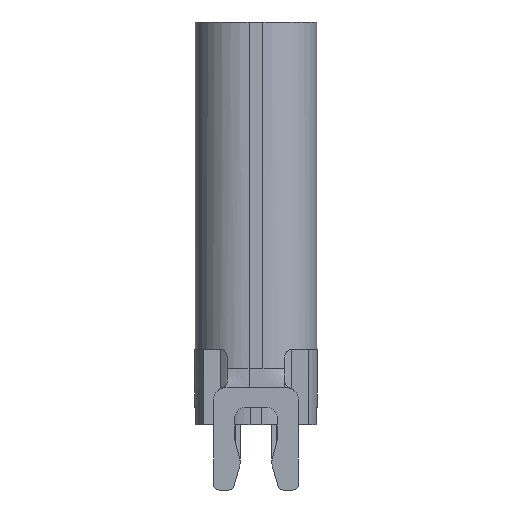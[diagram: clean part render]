
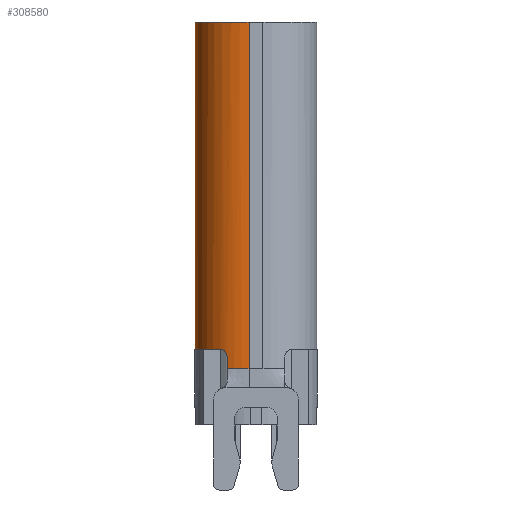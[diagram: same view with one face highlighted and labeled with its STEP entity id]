
A CAD part, left-side view. The second image highlights one B-rep face of the part: STEP entity #308580.
In plain terms, the highlighted cylindrical face has radius 1.4 mm (diameter 2.8 mm), a partial arc.
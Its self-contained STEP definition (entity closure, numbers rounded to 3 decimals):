
#283210=CARTESIAN_POINT('',(4.47,-2.231,0.507));
#283220=VERTEX_POINT('',#283210);
#283250=CARTESIAN_POINT('',(3.07,-2.231,0.507));
#283260=DIRECTION('',(0.,0.,1.));
#283270=DIRECTION('',(1.,0.,0.));
#283280=AXIS2_PLACEMENT_3D('',#283250,#283260,#283270);
#283290=CIRCLE('',#283280,1.4);
#283300=CARTESIAN_POINT('',(3.07,-3.631,
0.507));
#283310=VERTEX_POINT('',#283300);
#283320=EDGE_CURVE('',#283310,#283220,#283290,.T.);
#301610=CARTESIAN_POINT('',(4.349,-2.801,
-8.673));
#301620=DIRECTION('',(0.,0.,-1.));
#301630=VECTOR('',#301620,1.);
#301640=LINE('',#301610,#301630);
#301650=CARTESIAN_POINT('',(4.349,-2.801,
-8.193));
#301660=VERTEX_POINT('',#301650);
#301670=CARTESIAN_POINT('',(4.349,-2.801,
-8.493));
#301680=VERTEX_POINT('',#301670);
#301690=EDGE_CURVE('',#301660,#301680,#301640,.T.);
#302440=CARTESIAN_POINT('',(3.07,-2.231,-7.993));
#302450=DIRECTION('',(0.,0.,-1.));
#302460=DIRECTION('',(1.,0.,0.));
#302470=AXIS2_PLACEMENT_3D('',#302440,#302450,#302460);
#302480=CIRCLE('',#302470,1.4);
#302490=CARTESIAN_POINT('',(4.254,-2.978,
-7.993));
#302500=VERTEX_POINT('',#302490);
#302510=CARTESIAN_POINT('',(3.07,-3.631,
-7.993));
#302520=VERTEX_POINT('',#302510);
#302530=EDGE_CURVE('',#302500,#302520,#302480,.T.);
#308050=CARTESIAN_POINT('',(3.07,-2.231,-8.673));
#308060=DIRECTION('',(0.,0.,1.));
#308070=DIRECTION('',(1.,0.,0.));
#308080=AXIS2_PLACEMENT_3D('',#308050,#308060,#308070);
#308090=CYLINDRICAL_SURFACE('',#308080,1.4);
#308100=CARTESIAN_POINT('',(0.,-1.082,-8.193));
#308110=DIRECTION('',(0.913,-0.407,0.));
#308120=DIRECTION('',(-0.407,-0.913,0.));
#308130=AXIS2_PLACEMENT_3D('',#308100,#308110,#308120);
#308140=CYLINDRICAL_SURFACE('',#308130,0.2);
#308150=CARTESIAN_POINT('',(4.254,-2.978,
-7.993));
#308160=CARTESIAN_POINT('',(4.268,-2.956,
-7.993));
#308170=CARTESIAN_POINT('',(4.281,-2.934,
-7.998));
#308180=CARTESIAN_POINT('',(4.293,-2.912,
-8.008));
#308190=CARTESIAN_POINT('',(4.305,-2.891,
-8.018));
#308200=CARTESIAN_POINT('',(4.315,-2.871,
-8.033));
#308210=CARTESIAN_POINT('',(4.324,-2.855,
-8.051));
#308220=CARTESIAN_POINT('',(4.332,-2.838,
-8.07));
#308230=CARTESIAN_POINT('',(4.338,-2.824,
-8.092));
#308240=CARTESIAN_POINT('',(4.342,-2.815,
-8.116));
#308250=CARTESIAN_POINT('',(4.347,-2.806,
-8.14));
#308260=CARTESIAN_POINT('',(4.349,-2.801,
-8.167));
#308270=CARTESIAN_POINT('',(4.349,-2.801,
-8.193));
#308280=B_SPLINE_CURVE_WITH_KNOTS('',3,(#308150,#308160,#308170,#308180,
#308190,#308200,#308210,#308220,#308230,#308240,#308250,#308260,#308270)
,.UNSPECIFIED.,.F.,.F.,(4,3,3,3,4),(0.,0.079,
0.157,0.236,0.315),.UNSPECIFIED.);
#308290=SURFACE_CURVE('',#308280,(#308140,#308090),.CURVE_3D.);
#308300=EDGE_CURVE('',#302500,#301660,#308290,.T.);
#308310=ORIENTED_EDGE('',*,*,#308300,.T.);
#308320=ORIENTED_EDGE('',*,*,#302530,.F.);
#308330=CARTESIAN_POINT('',(3.07,-3.631,
0.507));
#308340=DIRECTION('',(0.,0.,-1.));
#308350=VECTOR('',#308340,1.);
#308360=LINE('',#308330,#308350);
#308370=EDGE_CURVE('',#283310,#302520,#308360,.T.);
#308380=ORIENTED_EDGE('',*,*,#308370,.T.);
#308390=ORIENTED_EDGE('',*,*,#283320,.F.);
#308400=CARTESIAN_POINT('',(4.47,-2.231,-8.673));
#308410=DIRECTION('',(0.,0.,1.));
#308420=VECTOR('',#308410,1.);
#308430=LINE('',#308400,#308420);
#308440=CARTESIAN_POINT('',(4.47,-2.231,-8.493));
#308450=VERTEX_POINT('',#308440);
#308460=EDGE_CURVE('',#308450,#283220,#308430,.T.);
#308470=ORIENTED_EDGE('',*,*,#308460,.T.);
#308480=CARTESIAN_POINT('',(3.088,-2.234,
-8.48));
#308490=DIRECTION('',(-0.009,0.005,
-1.));
#308500=DIRECTION('',(-1.,0.,
0.009));
#308510=AXIS2_PLACEMENT_3D('',#308480,#308490,#308500);
#308520=CIRCLE('',#308510,1.382);
#308530=EDGE_CURVE('',#308450,#301680,#308520,.T.);
#308540=ORIENTED_EDGE('',*,*,#308530,.F.);
#308550=ORIENTED_EDGE('',*,*,#301690,.T.);
#308560=EDGE_LOOP('',(#308550,#308540,#308470,#308390,#308380,#308320,
#308310));
#308570=FACE_OUTER_BOUND('',#308560,.T.);
#308580=ADVANCED_FACE('',(#308570),#308090,.T.);
